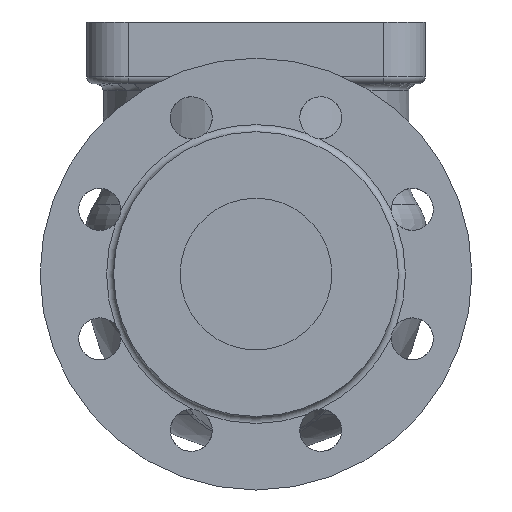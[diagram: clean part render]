
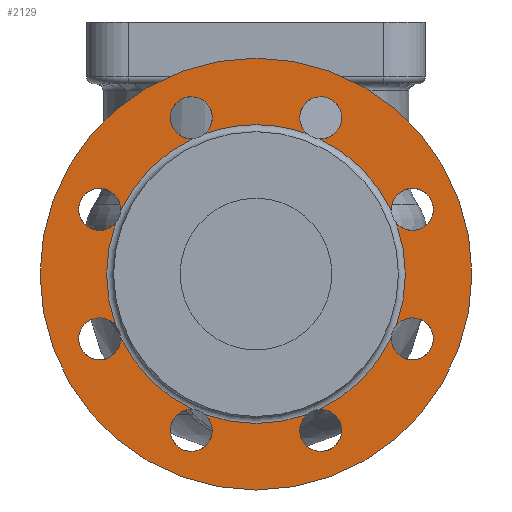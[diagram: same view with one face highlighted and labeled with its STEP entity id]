
A CAD part, left-side view. The second image highlights one B-rep face of the part: STEP entity #2129.
In plain terms, the highlighted planar face has unit normal (-1, 0, 0).
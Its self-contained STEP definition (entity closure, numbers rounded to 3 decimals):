
#368=PLANE('',#2332);
#429=FACE_BOUND('',#713,.T.);
#534=FACE_OUTER_BOUND('',#712,.T.);
#712=EDGE_LOOP('',(#1816));
#713=EDGE_LOOP('',(#1817,#1818,#1819,#1820,#1821,#1822,#1823,#1824,#1825,
#1826,#1827,#1828,#1829,#1830,#1831,#1832));
#851=CIRCLE('',#2303,92.5);
#852=CIRCLE('',#2305,64.);
#853=CIRCLE('',#2306,64.);
#854=CIRCLE('',#2307,64.);
#855=CIRCLE('',#2308,64.);
#856=CIRCLE('',#2309,64.);
#857=CIRCLE('',#2310,64.);
#858=CIRCLE('',#2311,64.);
#859=CIRCLE('',#2312,64.);
#861=CIRCLE('',#2315,9.);
#862=CIRCLE('',#2317,9.);
#863=CIRCLE('',#2319,9.);
#864=CIRCLE('',#2321,9.);
#865=CIRCLE('',#2323,9.);
#866=CIRCLE('',#2325,9.);
#867=CIRCLE('',#2327,9.);
#868=CIRCLE('',#2329,9.);
#1072=VERTEX_POINT('',#5155);
#1073=VERTEX_POINT('',#5158);
#1074=VERTEX_POINT('',#5159);
#1075=VERTEX_POINT('',#5170);
#1076=VERTEX_POINT('',#5172);
#1077=VERTEX_POINT('',#5183);
#1078=VERTEX_POINT('',#5185);
#1079=VERTEX_POINT('',#5196);
#1080=VERTEX_POINT('',#5198);
#1081=VERTEX_POINT('',#5209);
#1082=VERTEX_POINT('',#5211);
#1083=VERTEX_POINT('',#5222);
#1084=VERTEX_POINT('',#5224);
#1085=VERTEX_POINT('',#5235);
#1086=VERTEX_POINT('',#5237);
#1087=VERTEX_POINT('',#5248);
#1088=VERTEX_POINT('',#5250);
#1335=EDGE_CURVE('',#1072,#1072,#851,.T.);
#1337=EDGE_CURVE('',#1073,#1075,#852,.T.);
#1339=EDGE_CURVE('',#1076,#1077,#853,.T.);
#1341=EDGE_CURVE('',#1078,#1079,#854,.T.);
#1343=EDGE_CURVE('',#1080,#1081,#855,.T.);
#1345=EDGE_CURVE('',#1082,#1083,#856,.T.);
#1347=EDGE_CURVE('',#1084,#1085,#857,.T.);
#1349=EDGE_CURVE('',#1086,#1087,#858,.T.);
#1351=EDGE_CURVE('',#1088,#1074,#859,.T.);
#1353=EDGE_CURVE('',#1088,#1087,#861,.T.);
#1354=EDGE_CURVE('',#1086,#1085,#862,.T.);
#1355=EDGE_CURVE('',#1084,#1083,#863,.T.);
#1356=EDGE_CURVE('',#1082,#1081,#864,.T.);
#1357=EDGE_CURVE('',#1080,#1079,#865,.T.);
#1358=EDGE_CURVE('',#1078,#1077,#866,.T.);
#1359=EDGE_CURVE('',#1076,#1075,#867,.T.);
#1360=EDGE_CURVE('',#1073,#1074,#868,.T.);
#1816=ORIENTED_EDGE('',*,*,#1335,.T.);
#1817=ORIENTED_EDGE('',*,*,#1347,.F.);
#1818=ORIENTED_EDGE('',*,*,#1355,.T.);
#1819=ORIENTED_EDGE('',*,*,#1345,.F.);
#1820=ORIENTED_EDGE('',*,*,#1356,.T.);
#1821=ORIENTED_EDGE('',*,*,#1343,.F.);
#1822=ORIENTED_EDGE('',*,*,#1357,.T.);
#1823=ORIENTED_EDGE('',*,*,#1341,.F.);
#1824=ORIENTED_EDGE('',*,*,#1358,.T.);
#1825=ORIENTED_EDGE('',*,*,#1339,.F.);
#1826=ORIENTED_EDGE('',*,*,#1359,.T.);
#1827=ORIENTED_EDGE('',*,*,#1337,.F.);
#1828=ORIENTED_EDGE('',*,*,#1360,.T.);
#1829=ORIENTED_EDGE('',*,*,#1351,.F.);
#1830=ORIENTED_EDGE('',*,*,#1353,.T.);
#1831=ORIENTED_EDGE('',*,*,#1349,.F.);
#1832=ORIENTED_EDGE('',*,*,#1354,.T.);
#2129=ADVANCED_FACE('',(#534,#429),#368,.T.);
#2303=AXIS2_PLACEMENT_3D('',#5156,#2709,#2710);
#2305=AXIS2_PLACEMENT_3D('',#5171,#2713,#2714);
#2306=AXIS2_PLACEMENT_3D('',#5184,#2715,#2716);
#2307=AXIS2_PLACEMENT_3D('',#5197,#2717,#2718);
#2308=AXIS2_PLACEMENT_3D('',#5210,#2719,#2720);
#2309=AXIS2_PLACEMENT_3D('',#5223,#2721,#2722);
#2310=AXIS2_PLACEMENT_3D('',#5236,#2723,#2724);
#2311=AXIS2_PLACEMENT_3D('',#5249,#2725,#2726);
#2312=AXIS2_PLACEMENT_3D('',#5261,#2727,#2728);
#2315=AXIS2_PLACEMENT_3D('',#5265,#2733,#2734);
#2317=AXIS2_PLACEMENT_3D('',#5267,#2737,#2738);
#2319=AXIS2_PLACEMENT_3D('',#5269,#2741,#2742);
#2321=AXIS2_PLACEMENT_3D('',#5271,#2745,#2746);
#2323=AXIS2_PLACEMENT_3D('',#5273,#2749,#2750);
#2325=AXIS2_PLACEMENT_3D('',#5275,#2753,#2754);
#2327=AXIS2_PLACEMENT_3D('',#5277,#2757,#2758);
#2329=AXIS2_PLACEMENT_3D('',#5279,#2761,#2762);
#2332=AXIS2_PLACEMENT_3D('',#5350,#2767,#2768);
#2709=DIRECTION('center_axis',(-1.,0.,0.));
#2710=DIRECTION('ref_axis',(0.,0.,1.));
#2713=DIRECTION('center_axis',(-1.,0.,0.));
#2714=DIRECTION('ref_axis',(0.,0.,-1.));
#2715=DIRECTION('center_axis',(-1.,0.,0.));
#2716=DIRECTION('ref_axis',(0.,0.,-1.));
#2717=DIRECTION('center_axis',(-1.,0.,0.));
#2718=DIRECTION('ref_axis',(0.,0.,-1.));
#2719=DIRECTION('center_axis',(-1.,0.,0.));
#2720=DIRECTION('ref_axis',(0.,0.,-1.));
#2721=DIRECTION('center_axis',(-1.,0.,0.));
#2722=DIRECTION('ref_axis',(0.,0.,-1.));
#2723=DIRECTION('center_axis',(-1.,0.,0.));
#2724=DIRECTION('ref_axis',(0.,0.,-1.));
#2725=DIRECTION('center_axis',(-1.,0.,0.));
#2726=DIRECTION('ref_axis',(0.,0.,-1.));
#2727=DIRECTION('center_axis',(-1.,0.,0.));
#2728=DIRECTION('ref_axis',(0.,0.,-1.));
#2733=DIRECTION('center_axis',(1.,0.,0.));
#2734=DIRECTION('ref_axis',(0.,-0.707,0.707));
#2737=DIRECTION('center_axis',(1.,0.,0.));
#2738=DIRECTION('ref_axis',(0.,-1.,0.));
#2741=DIRECTION('center_axis',(1.,0.,0.));
#2742=DIRECTION('ref_axis',(0.,-0.707,-0.707));
#2745=DIRECTION('center_axis',(1.,0.,0.));
#2746=DIRECTION('ref_axis',(0.,0.,-1.));
#2749=DIRECTION('center_axis',(1.,0.,0.));
#2750=DIRECTION('ref_axis',(0.,0.707,-0.707));
#2753=DIRECTION('center_axis',(1.,0.,0.));
#2754=DIRECTION('ref_axis',(0.,1.,0.));
#2757=DIRECTION('center_axis',(1.,0.,0.));
#2758=DIRECTION('ref_axis',(0.,0.707,0.707));
#2761=DIRECTION('center_axis',(1.,0.,0.));
#2762=DIRECTION('ref_axis',(0.,0.,1.));
#2767=DIRECTION('center_axis',(-1.,0.,0.));
#2768=DIRECTION('ref_axis',(0.,0.,1.));
#5155=CARTESIAN_POINT('',(-142.,0.,-15.5));
#5156=CARTESIAN_POINT('Origin',(-142.,0.,-108.));
#5158=CARTESIAN_POINT('',(-142.,-21.902,-47.864));
#5159=CARTESIAN_POINT('',(-142.,-27.036,-49.991));
#5170=CARTESIAN_POINT('',(-142.,21.902,-47.864));
#5171=CARTESIAN_POINT('Origin',(-142.,0.,-108.));
#5172=CARTESIAN_POINT('',(-142.,27.036,-49.991));
#5183=CARTESIAN_POINT('',(-142.,58.009,-80.964));
#5184=CARTESIAN_POINT('Origin',(-142.,0.,-108.));
#5185=CARTESIAN_POINT('',(-142.,60.136,-86.098));
#5196=CARTESIAN_POINT('',(-142.,60.136,-129.902));
#5197=CARTESIAN_POINT('Origin',(-142.,0.,-108.));
#5198=CARTESIAN_POINT('',(-142.,58.009,-135.036));
#5209=CARTESIAN_POINT('',(-142.,27.036,-166.009));
#5210=CARTESIAN_POINT('Origin',(-142.,0.,-108.));
#5211=CARTESIAN_POINT('',(-142.,21.902,-168.136));
#5222=CARTESIAN_POINT('',(-142.,-21.902,-168.136));
#5223=CARTESIAN_POINT('Origin',(-142.,0.,-108.));
#5224=CARTESIAN_POINT('',(-142.,-27.036,-166.009));
#5235=CARTESIAN_POINT('',(-142.,-58.009,-135.036));
#5236=CARTESIAN_POINT('Origin',(-142.,0.,-108.));
#5237=CARTESIAN_POINT('',(-142.,-60.136,-129.902));
#5248=CARTESIAN_POINT('',(-142.,-60.136,-86.098));
#5249=CARTESIAN_POINT('Origin',(-142.,0.,-108.));
#5250=CARTESIAN_POINT('',(-142.,-58.009,-80.964));
#5261=CARTESIAN_POINT('Origin',(-142.,0.,-108.));
#5265=CARTESIAN_POINT('Origin',(-142.,-66.981,-80.255));
#5267=CARTESIAN_POINT('Origin',(-142.,-66.981,-135.745));
#5269=CARTESIAN_POINT('Origin',(-142.,-27.745,-174.981));
#5271=CARTESIAN_POINT('Origin',(-142.,27.745,-174.981));
#5273=CARTESIAN_POINT('Origin',(-142.,66.981,-135.745));
#5275=CARTESIAN_POINT('Origin',(-142.,66.981,-80.255));
#5277=CARTESIAN_POINT('Origin',(-142.,27.745,-41.019));
#5279=CARTESIAN_POINT('Origin',(-142.,-27.745,-41.019));
#5350=CARTESIAN_POINT('Origin',(-142.,0.,-47.));
